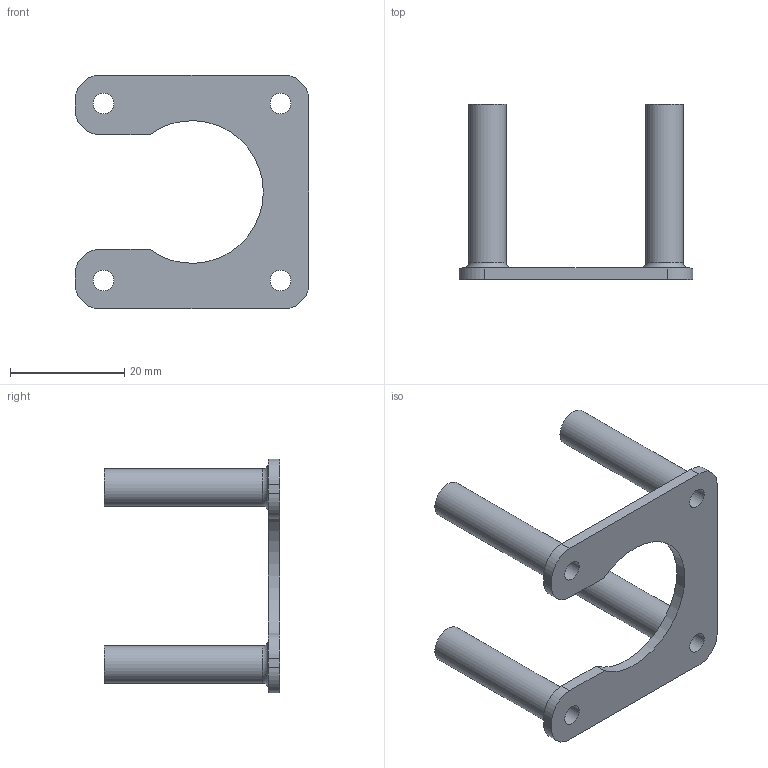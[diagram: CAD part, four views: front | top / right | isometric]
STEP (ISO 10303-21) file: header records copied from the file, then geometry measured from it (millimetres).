
FILE_DESCRIPTION(/* description */ (''),/* implementation_level */ '2;1');
FILE_NAME(/* name */ 'MotorMount_High v6.step',/* time_stamp */ '2019-09-13T16:53:39+02:00',/* author */ (''),/* organization */ (''),/* preprocessor_version */ 'ST-DEVELOPER v18',/* originating_system */ 'Autodesk Translation Framework v8.6.0.1094',/* authorisation */ '');
FILE_SCHEMA (('AUTOMOTIVE_DESIGN { 1 0 10303 214 3 1 1 }'));
Length unit declared in the file: millimetre
Products named in the file (1): MotorMount_High
Bounding box: 41 x 30.7 x 41 mm (x, y, z)
Volume: 4526.1 mm3; surface area: 5993.8 mm2
Topology: 1 solids, 1 shells, 32 faces, 82 edges, 56 vertices
Faces by surface type: cylinder 15, plane 13, torus 4
Full cylindrical faces by diameter (mm): 3.6 x4, 6.5 x4
Entity records: 1060 total; most frequent: DIRECTION 194, CARTESIAN_POINT 171, ORIENTED_EDGE 164, EDGE_CURVE 82, AXIS2_PLACEMENT_3D 79, VERTEX_POINT 56, CIRCLE 46, EDGE_LOOP 44
